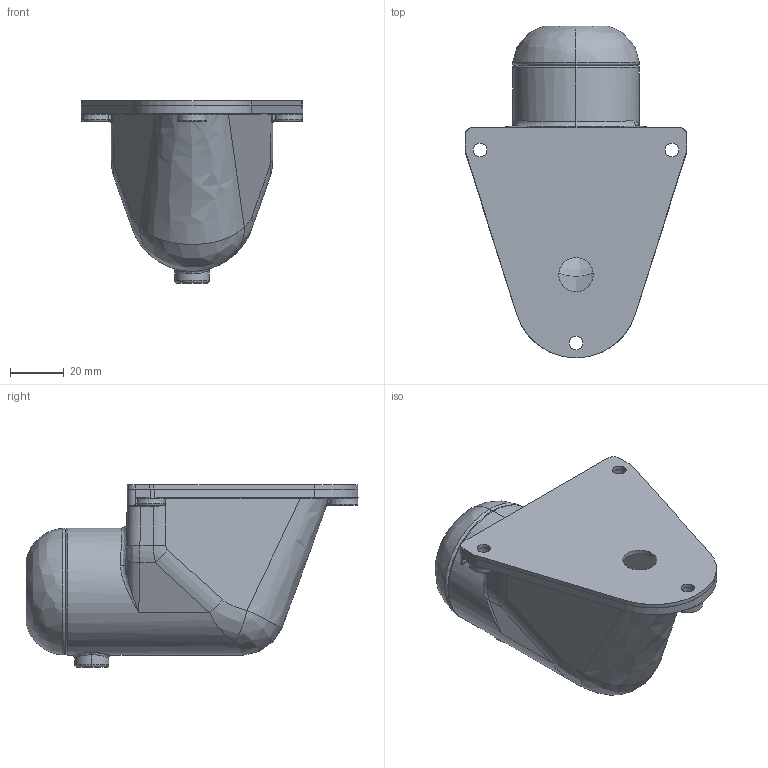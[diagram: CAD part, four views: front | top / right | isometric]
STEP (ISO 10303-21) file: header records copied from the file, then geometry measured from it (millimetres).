
FILE_DESCRIPTION((''),'2;1');
FILE_NAME('157546_ASM','2015-09-03T',('pdmadmin'),(''),'PRO/ENGINEER BY PARAMETRIC TECHNOLOGY CORPORATION, 2013230','PRO/ENGINEER BY PARAMETRIC TECHNOLOGY CORPORATION, 2013230','');
FILE_SCHEMA(('CONFIG_CONTROL_DESIGN'));
Products named in the file (9): 155870; 155870_INSERT_8_32; 155870_ASM; 157442; 157441; 157443; 157362; 157440; 157546_ASM
Assembly tree (10 placements, depth 3):
  157546_ASM
    155870_ASM
      155870
      155870_INSERT_8_32
    157442
    157441  x3
    157443
    157362
    157440
Bounding box: 82.1 x 122.98 x 67.6 mm (x, y, z)
Volume: 98283.9 mm3; surface area: 57478 mm2
Topology: 9 solids, 9 shells, 418 faces, 982 edges, 584 vertices
Faces by surface type: cylinder 154, plane 84, bspline 65, cone 53, torus 48, extrusion 8, sphere 6
Entity records: 20439 total; most frequent: CARTESIAN_POINT 11317, ORIENTED_EDGE 1924, DIRECTION 1780, EDGE_CURVE 962, AXIS2_PLACEMENT_3D 716, VERTEX_POINT 576, EDGE_LOOP 446, FACE_OUTER_BOUND 410
